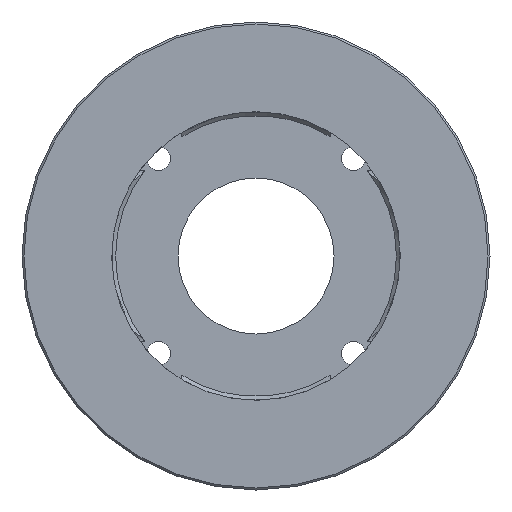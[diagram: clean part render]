
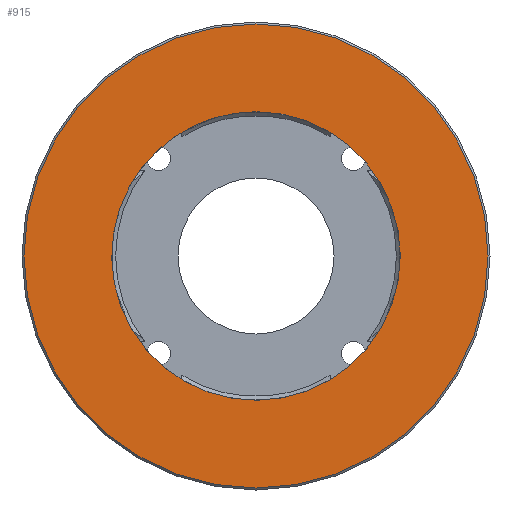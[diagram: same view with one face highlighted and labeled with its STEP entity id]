
A CAD part, left-side view. The second image highlights one B-rep face of the part: STEP entity #915.
In plain terms, the highlighted planar face has unit normal (-1, 0, 0).
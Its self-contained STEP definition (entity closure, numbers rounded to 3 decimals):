
#158=PLANE($,#971);
#201=FACE_BOUND($,#280,.T.);
#202=FACE_BOUND($,#281,.T.);
#280=EDGE_LOOP($,(#644));
#281=EDGE_LOOP($,(#645));
#353=CIRCLE($,#970,59.5);
#354=CIRCLE($,#972,37.);
#408=VERTEX_POINT($,#1344);
#409=VERTEX_POINT($,#1347);
#505=EDGE_CURVE($,#408,#408,#353,.T.);
#506=EDGE_CURVE($,#409,#409,#354,.T.);
#644=ORIENTED_EDGE($,*,*,#506,.T.);
#645=ORIENTED_EDGE($,*,*,#505,.F.);
#915=ADVANCED_FACE($,(#201,#202),#158,.T.);
#970=AXIS2_PLACEMENT_3D($,#1345,#1083,#1084);
#971=AXIS2_PLACEMENT_3D($,#1346,#1085,#1086);
#972=AXIS2_PLACEMENT_3D($,#1348,#1087,#1088);
#1083=DIRECTION('center_axis',(1.,0.,0.));
#1084=DIRECTION('ref_axis',(0.,-1.,0.));
#1085=DIRECTION('center_axis',(-1.,0.,0.));
#1086=DIRECTION('ref_axis',(0.,0.,1.));
#1087=DIRECTION('center_axis',(1.,0.,0.));
#1088=DIRECTION('ref_axis',(0.,0.,-1.));
#1344=CARTESIAN_POINT('',(0.,59.5,0.));
#1345=CARTESIAN_POINT('Origin',(0.,0.,0.));
#1346=CARTESIAN_POINT('Origin',(0.,52.5,0.));
#1347=CARTESIAN_POINT('',(0.,0.,
37.));
#1348=CARTESIAN_POINT('Origin',(0.,0.,0.));
